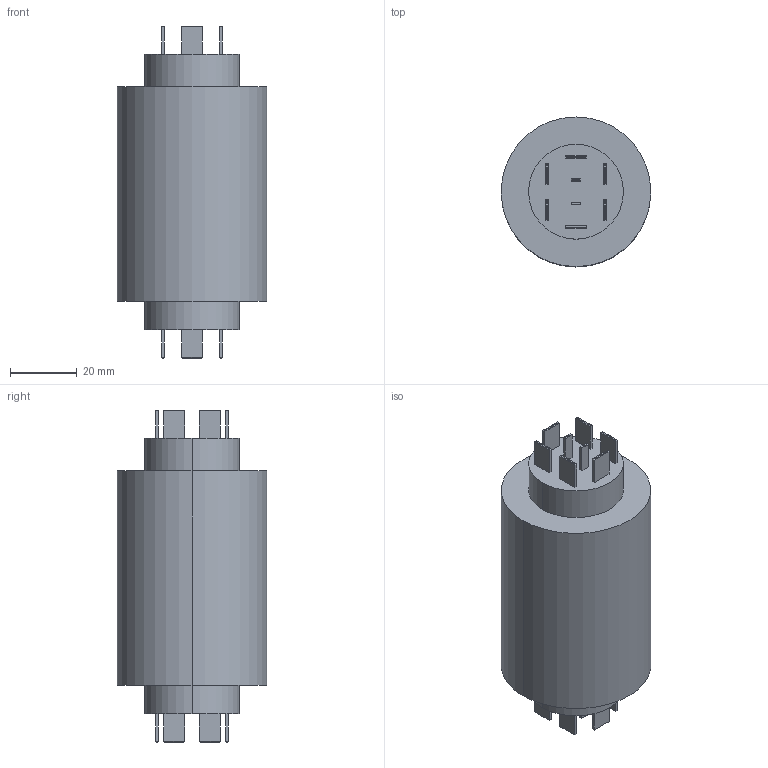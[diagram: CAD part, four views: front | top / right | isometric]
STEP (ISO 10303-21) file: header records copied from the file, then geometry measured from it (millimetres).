
FILE_DESCRIPTION (( 'STEP AP203' ), '1' );
FILE_NAME ('RW4045-P0630-P0208.STEP', '2020-07-15T06:01:53', ( '微软用户' ), ( '微软中国' ), 'SwSTEP 2.0', 'SolidWorks 2014', '' );
FILE_SCHEMA (( 'CONFIG_CONTROL_DESIGN' ));
Length unit declared in the file: millimetre
Products named in the file (1): RW4045-P0630-P0208
Bounding box: 45 x 45 x 99.8 mm (x, y, z)
Volume: 114843.5 mm3; surface area: 15606.6 mm2
Topology: 1 solids, 1 shells, 154 faces, 338 edges, 204 vertices
Faces by surface type: plane 148, cylinder 6
Entity records: 4139 total; most frequent: CARTESIAN_POINT 697, ORIENTED_EDGE 676, DIRECTION 660, EDGE_CURVE 338, VECTOR 326, LINE 326, VERTEX_POINT 204, EDGE_LOOP 172
